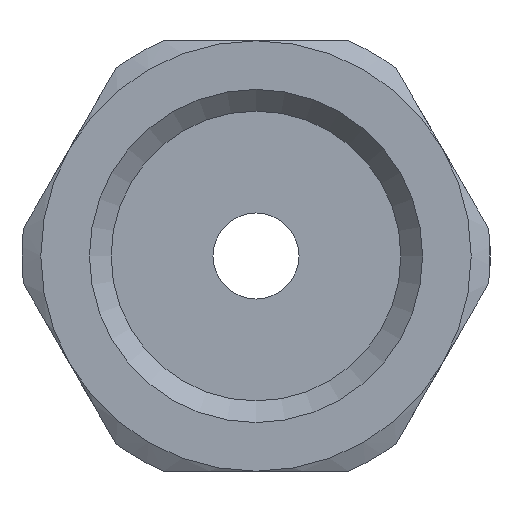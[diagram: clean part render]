
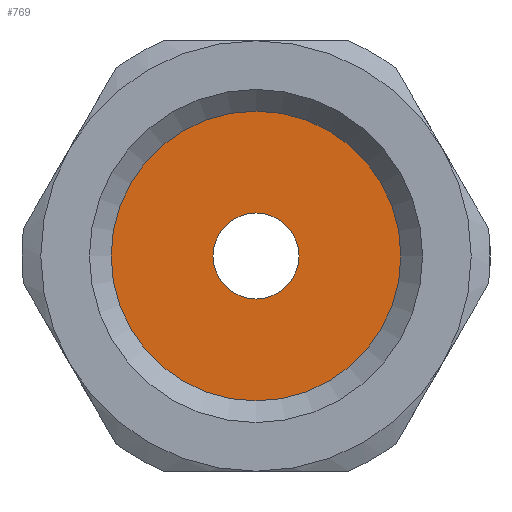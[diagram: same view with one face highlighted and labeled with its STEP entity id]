
A CAD part, left-side view. The second image highlights one B-rep face of the part: STEP entity #769.
In plain terms, the highlighted planar face has unit normal (-1, 0, 0).
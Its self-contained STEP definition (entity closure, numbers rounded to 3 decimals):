
#22=PLANE('',#869);
#141=CIRCLE('',#868,5.723);
#142=CIRCLE('',#870,1.7);
#238=ORIENTED_EDGE('',*,*,#438,.T.);
#239=ORIENTED_EDGE('',*,*,#437,.F.);
#437=EDGE_CURVE('',#533,#533,#141,.T.);
#438=EDGE_CURVE('',#534,#534,#142,.T.);
#533=VERTEX_POINT('',#1426);
#534=VERTEX_POINT('',#1429);
#605=EDGE_LOOP('',(#238));
#606=EDGE_LOOP('',(#239));
#683=FACE_BOUND('',#605,.T.);
#684=FACE_BOUND('',#606,.T.);
#769=ADVANCED_FACE('',(#683,#684),#22,.T.);
#868=AXIS2_PLACEMENT_3D('',#1425,#1033,#1034);
#869=AXIS2_PLACEMENT_3D('',#1427,#1035,#1036);
#870=AXIS2_PLACEMENT_3D('',#1428,#1037,#1038);
#1033=DIRECTION('',(1.,0.,0.));
#1034=DIRECTION('',(0.,0.,-1.));
#1035=DIRECTION('',(-1.,0.,0.));
#1036=DIRECTION('',(0.,0.,1.));
#1037=DIRECTION('',(1.,0.,0.));
#1038=DIRECTION('',(0.,0.,-1.));
#1425=CARTESIAN_POINT('',(15.,0.,0.));
#1426=CARTESIAN_POINT('',(15.,0.,-5.723));
#1427=CARTESIAN_POINT('',(15.,5.723,0.));
#1428=CARTESIAN_POINT('',(15.,0.,0.));
#1429=CARTESIAN_POINT('',(15.,0.,-1.7));
